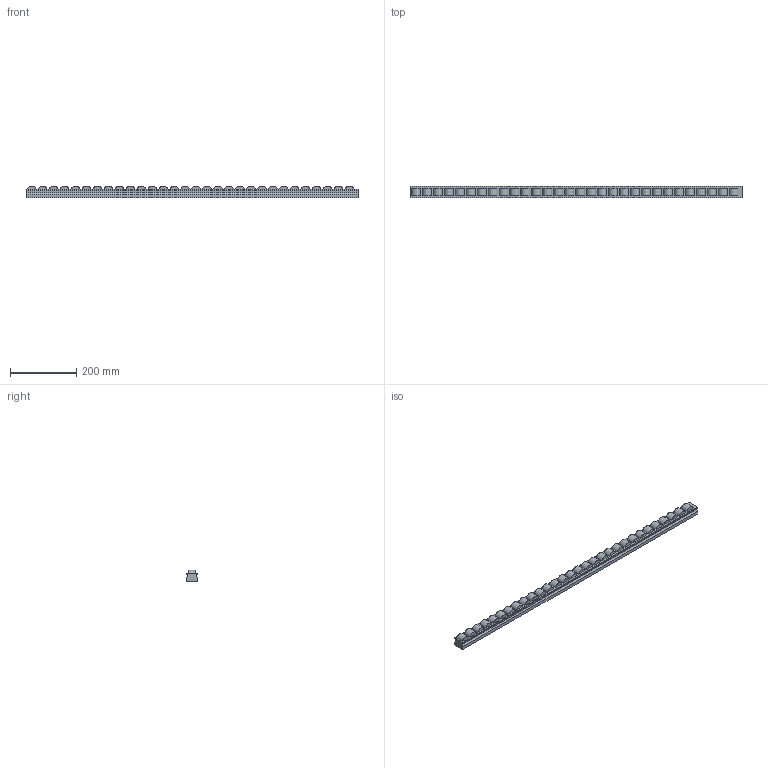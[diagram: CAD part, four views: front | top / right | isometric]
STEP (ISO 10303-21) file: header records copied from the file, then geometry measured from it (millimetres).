
FILE_DESCRIPTION(('STEP AP214'),'1');
FILE_NAME('cctmp_F916144D-A9C9-4763-B2A9-5CA69A189DDA_2020_1_20_11_21_22_453..stp','2020-01-20T10:21:22',('Bosch Rexroth AG'),('CADClick - www.CADClick.com'),'Spatial InterOp 3D',' ','unknown authorization - (Healing Option Enabled)');
FILE_SCHEMA(('AUTOMOTIVE_DESIGN'));
Length unit declared in the file: millimetre
Products named in the file (1): 2020_01_20__11-21-22-453
Bounding box: 1000 x 35 x 35.95 mm (x, y, z)
Volume: 987683.9 mm3; surface area: 150918.1 mm2
Topology: 1 solids, 1 shells, 104 faces, 216 edges, 144 vertices
Faces by surface type: plane 74, cylinder 30
Entity records: 3616 total; most frequent: DIRECTION 486, CARTESIAN_POINT 465, ORIENTED_EDGE 432, EDGE_CURVE 216, AXIS2_PLACEMENT_3D 165, LINE 156, VECTOR 156, VERTEX_POINT 144
